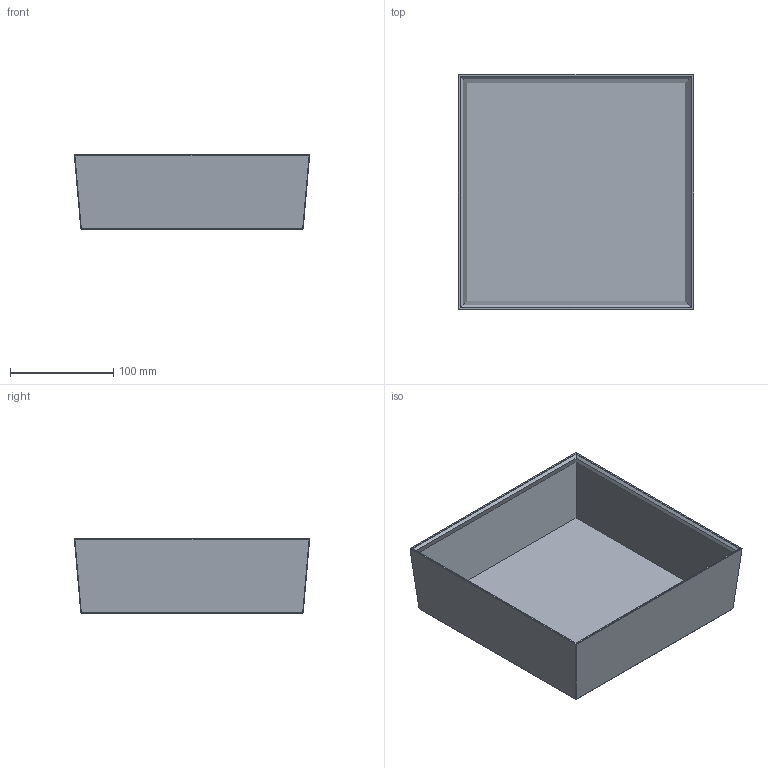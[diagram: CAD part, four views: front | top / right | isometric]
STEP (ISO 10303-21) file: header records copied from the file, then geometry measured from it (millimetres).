
FILE_DESCRIPTION(/* description */ ('','CAx-IF Rec.Pracs.---Representation and Presentation of Product Manufacturing Information (PMI)---4.0---2014-10-13'),/* implementation_level */ '2;1');
FILE_NAME(/* name */ '2-in Netpot Seedling Tray v2.step',/* time_stamp */ '2025-02-24T02:23:53-08:00',/* author */ (''),/* organization */ (''),/* preprocessor_version */ 'ST-DEVELOPER v20',/* originating_system */ 'Autodesk Translation Framework v13.20.0.188',/* authorisation */ '');
FILE_SCHEMA (('AP242_MANAGED_MODEL_BASED_3D_ENGINEERING_MIM_LF { 1 0 10303 442 1 1 4 }'));
Length unit declared in the file: millimetre
Products named in the file (2): 2-in Netpot Seedling Tray; Component1
Assembly tree (1 placements, depth 2):
  2-in Netpot Seedling Tray
    Component1
Bounding box: 227.91 x 227.91 x 72 mm (x, y, z)
Volume: 224078.7 mm3; surface area: 218700.7 mm2
Topology: 1 solids, 1 shells, 43 faces, 84 edges, 44 vertices
Faces by surface type: plane 43
Entity records: 1083 total; most frequent: DIRECTION 176, CARTESIAN_POINT 174, ORIENTED_EDGE 168, LINE 84, VECTOR 84, EDGE_CURVE 84, AXIS2_PLACEMENT_3D 46, EDGE_LOOP 44
